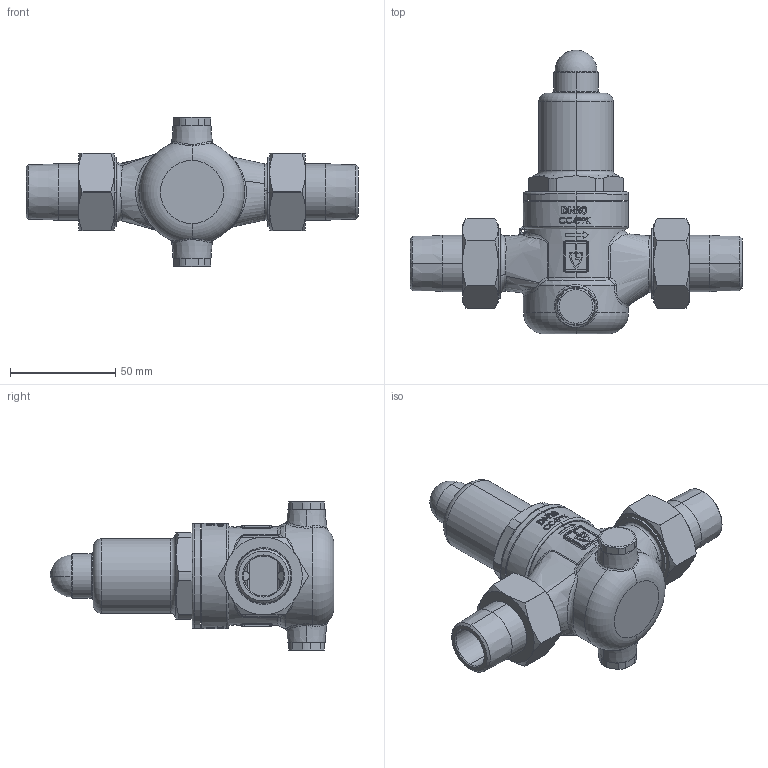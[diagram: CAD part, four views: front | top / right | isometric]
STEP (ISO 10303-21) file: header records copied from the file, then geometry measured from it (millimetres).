
FILE_DESCRIPTION (( 'STEP AP214' ), '1' );
FILE_NAME ('681 20 DM.STEP', '2012-06-26T13:57:08', ( 'Blankenhorn' ), ( '' ), 'SwSTEP 2.0', 'SolidWorks 2011', '' );
FILE_SCHEMA (( 'AUTOMOTIVE_DESIGN' ));
Length unit declared in the file: millimetre
Products named in the file (1): 681 20 DM
Bounding box: 158 x 135 x 71 mm (x, y, z)
Volume: 130013.8 mm3; surface area: 76246.4 mm2
Topology: 11 solids, 13 shells, 921 faces, 2341 edges, 1491 vertices
Faces by surface type: plane 314, cylinder 239, bspline 194, cone 113, torus 49, sphere 12
Entity records: 53294 total; most frequent: CARTESIAN_POINT 22406, ORIENTED_EDGE 4664, DIRECTION 3799, EDGE_CURVE 2332, VERTEX_POINT 1488, AXIS2_PLACEMENT_3D 1468, EDGE_LOOP 998, UNCERTAINTY_MEASURE_WITH_UNIT 934
